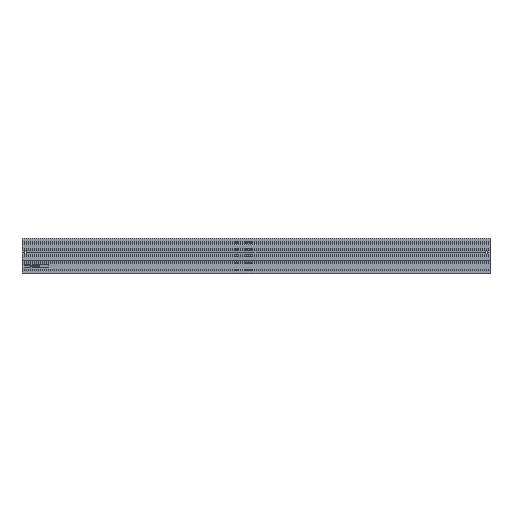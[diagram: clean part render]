
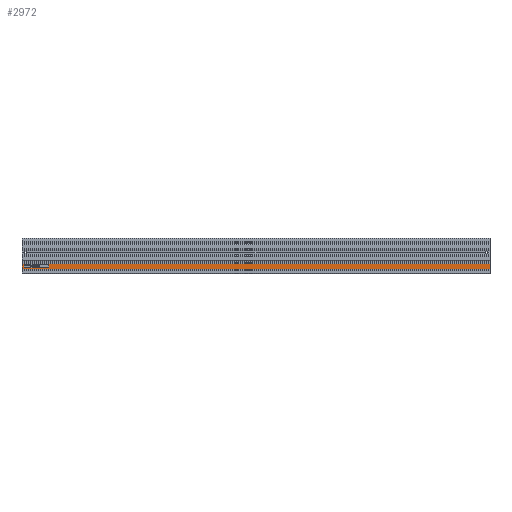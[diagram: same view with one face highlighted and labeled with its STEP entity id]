
A CAD part, top view. The second image highlights one B-rep face of the part: STEP entity #2972.
In plain terms, the highlighted planar face has unit normal (0, 0, 1).
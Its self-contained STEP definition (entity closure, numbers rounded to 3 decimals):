
#2972=ADVANCED_FACE('',(#3715,#3716),#3374,.F.);
#3374=PLANE('',#11067);
#3694=CIRCLE('',#11063,2.);
#3695=CIRCLE('',#11064,2.);
#3696=CIRCLE('',#11065,2.);
#3697=CIRCLE('',#11066,2.);
#3715=FACE_BOUND('',#3947,.T.);
#3716=FACE_BOUND('',#3948,.T.);
#3947=EDGE_LOOP('',(#5354,#5355,#5356,#5357,#5358,#5359,#5360,#5361));
#3948=EDGE_LOOP('',(#5362,#5363,#5364,#5365));
#5354=ORIENTED_EDGE('',*,*,#8440,.F.);
#5355=ORIENTED_EDGE('',*,*,#8441,.F.);
#5356=ORIENTED_EDGE('',*,*,#8442,.F.);
#5357=ORIENTED_EDGE('',*,*,#8443,.F.);
#5358=ORIENTED_EDGE('',*,*,#8444,.F.);
#5359=ORIENTED_EDGE('',*,*,#8445,.F.);
#5360=ORIENTED_EDGE('',*,*,#8446,.F.);
#5361=ORIENTED_EDGE('',*,*,#8447,.F.);
#5362=ORIENTED_EDGE('',*,*,#8448,.T.);
#5363=ORIENTED_EDGE('',*,*,#8449,.F.);
#5364=ORIENTED_EDGE('',*,*,#8450,.F.);
#5365=ORIENTED_EDGE('',*,*,#8438,.T.);
#7454=VERTEX_POINT('',#14524);
#7455=VERTEX_POINT('',#14526);
#7456=VERTEX_POINT('',#14530);
#7457=VERTEX_POINT('',#14531);
#7458=VERTEX_POINT('',#14533);
#7459=VERTEX_POINT('',#14535);
#7460=VERTEX_POINT('',#14537);
#7461=VERTEX_POINT('',#14539);
#7462=VERTEX_POINT('',#14541);
#7463=VERTEX_POINT('',#14543);
#7464=VERTEX_POINT('',#14546);
#7465=VERTEX_POINT('',#14548);
#8438=EDGE_CURVE('',#7455,#7454,#9533,.T.);
#8440=EDGE_CURVE('',#7456,#7457,#9535,.T.);
#8441=EDGE_CURVE('',#7458,#7456,#3694,.T.);
#8442=EDGE_CURVE('',#7459,#7458,#9536,.T.);
#8443=EDGE_CURVE('',#7460,#7459,#3695,.T.);
#8444=EDGE_CURVE('',#7461,#7460,#9537,.T.);
#8445=EDGE_CURVE('',#7462,#7461,#3696,.T.);
#8446=EDGE_CURVE('',#7463,#7462,#9538,.T.);
#8447=EDGE_CURVE('',#7457,#7463,#3697,.T.);
#8448=EDGE_CURVE('',#7454,#7464,#9539,.T.);
#8449=EDGE_CURVE('',#7465,#7464,#9540,.T.);
#8450=EDGE_CURVE('',#7455,#7465,#9541,.T.);
#9533=LINE('',#14525,#10360);
#9535=LINE('',#14529,#10362);
#9536=LINE('',#14534,#10363);
#9537=LINE('',#14538,#10364);
#9538=LINE('',#14542,#10365);
#9539=LINE('',#14545,#10366);
#9540=LINE('',#14547,#10367);
#9541=LINE('',#14549,#10368);
#10360=VECTOR('',#12363,1.);
#10362=VECTOR('',#12367,1.);
#10363=VECTOR('',#12370,1.);
#10364=VECTOR('',#12373,1.);
#10365=VECTOR('',#12376,1.);
#10366=VECTOR('',#12379,1.);
#10367=VECTOR('',#12380,1.);
#10368=VECTOR('',#12381,1.);
#11063=AXIS2_PLACEMENT_3D('',#14532,#12368,#12369);
#11064=AXIS2_PLACEMENT_3D('',#14536,#12371,#12372);
#11065=AXIS2_PLACEMENT_3D('',#14540,#12374,#12375);
#11066=AXIS2_PLACEMENT_3D('',#14544,#12377,#12378);
#11067=AXIS2_PLACEMENT_3D('',#14550,#12382,#12383);
#12363=DIRECTION('',(-1.,0.,0.));
#12367=DIRECTION('',(0.,-1.,0.));
#12368=DIRECTION('',(0.,0.,1.));
#12369=DIRECTION('',(0.,-1.,0.));
#12370=DIRECTION('',(-1.,0.,0.));
#12371=DIRECTION('',(0.,0.,1.));
#12372=DIRECTION('',(0.,-1.,0.));
#12373=DIRECTION('',(0.,1.,0.));
#12374=DIRECTION('',(0.,0.,1.));
#12375=DIRECTION('',(0.,-1.,0.));
#12376=DIRECTION('',(1.,0.,0.));
#12377=DIRECTION('',(0.,0.,1.));
#12378=DIRECTION('',(0.,-1.,0.));
#12379=DIRECTION('',(0.,-1.,0.));
#12380=DIRECTION('',(-1.,0.,0.));
#12381=DIRECTION('',(0.,-1.,0.));
#12382=DIRECTION('',(0.,0.,-1.));
#12383=DIRECTION('',(0.,1.,0.));
#14524=CARTESIAN_POINT('',(-1000.,-31.8,15.5));
#14525=CARTESIAN_POINT('',(1000.,-31.8,15.5));
#14526=CARTESIAN_POINT('',(1000.,-31.8,15.5));
#14529=CARTESIAN_POINT('',(-990.,-35.8,15.5));
#14530=CARTESIAN_POINT('',(-990.,-35.8,15.5));
#14531=CARTESIAN_POINT('',(-990.,-46.8,15.5));
#14532=CARTESIAN_POINT('',(-988.,-35.8,15.5));
#14533=CARTESIAN_POINT('',(-988.,-33.8,15.5));
#14534=CARTESIAN_POINT('',(-887.,-33.8,15.5));
#14535=CARTESIAN_POINT('',(-887.,-33.8,15.5));
#14536=CARTESIAN_POINT('',(-887.,-35.8,15.5));
#14537=CARTESIAN_POINT('',(-885.,-35.8,15.5));
#14538=CARTESIAN_POINT('',(-885.,-46.8,15.5));
#14539=CARTESIAN_POINT('',(-885.,-46.8,15.5));
#14540=CARTESIAN_POINT('',(-887.,-46.8,15.5));
#14541=CARTESIAN_POINT('',(-887.,-48.8,15.5));
#14542=CARTESIAN_POINT('',(-988.,-48.8,15.5));
#14543=CARTESIAN_POINT('',(-988.,-48.8,15.5));
#14544=CARTESIAN_POINT('',(-988.,-46.8,15.5));
#14545=CARTESIAN_POINT('',(-1000.,-31.8,15.5));
#14546=CARTESIAN_POINT('',(-1000.,-55.8,15.5));
#14547=CARTESIAN_POINT('',(1000.,-55.8,15.5));
#14548=CARTESIAN_POINT('',(1000.,-55.8,15.5));
#14549=CARTESIAN_POINT('',(1000.,-31.8,15.5));
#14550=CARTESIAN_POINT('',(1000.,-31.8,15.5));
